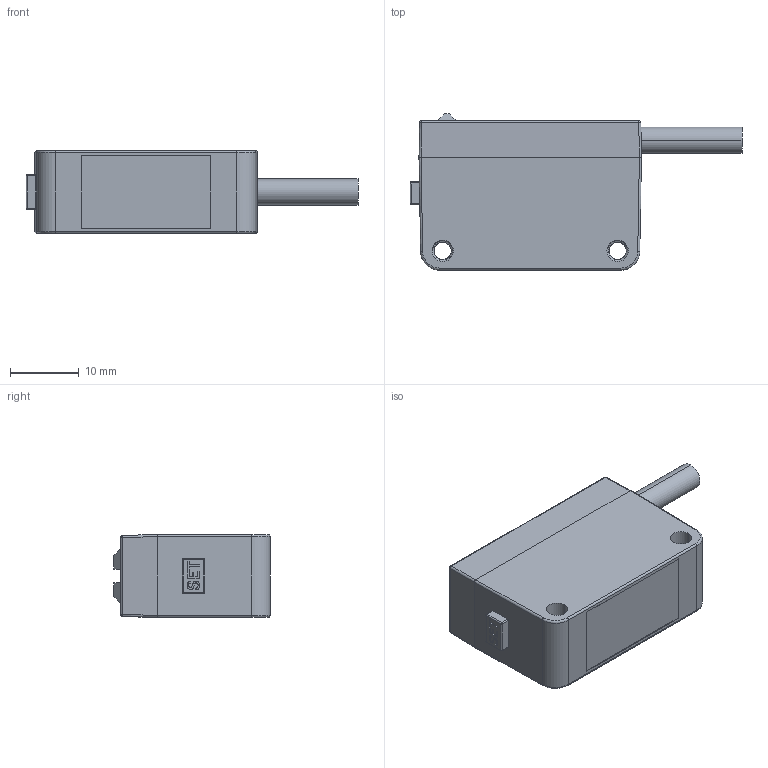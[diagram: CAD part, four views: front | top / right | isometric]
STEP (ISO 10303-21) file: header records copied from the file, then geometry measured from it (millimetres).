
FILE_DESCRIPTION((''),'2;1');
FILE_NAME('BGS-500QC','2020-12-26T17:09:21',('Administrator'),(''),'CREO PARAMETRIC BY PTC INC, 2018400','CREO PARAMETRIC BY PTC INC, 2018400','');
FILE_SCHEMA(('AUTOMOTIVE_DESIGN { 1 0 10303 214 1 1 1 1 }'));
Length unit declared in the file: millimetre
Products named in the file (1): BGS-500QC
Bounding box: 48.2 x 22.7 x 12 mm (x, y, z)
Volume: 8278.7 mm3; surface area: 3189.2 mm2
Topology: 1 solids, 1 shells, 220 faces, 554 edges, 344 vertices
Faces by surface type: cylinder 88, plane 59, extrusion 29, bspline 24, cone 8, sphere 8, torus 4
Entity records: 13629 total; most frequent: CARTESIAN_POINT 7776, ORIENTED_EDGE 1108, DIRECTION 789, EDGE_CURVE 554, VERTEX_POINT 344, VECTOR 313, LINE 284, AXIS2_PLACEMENT_3D 238
